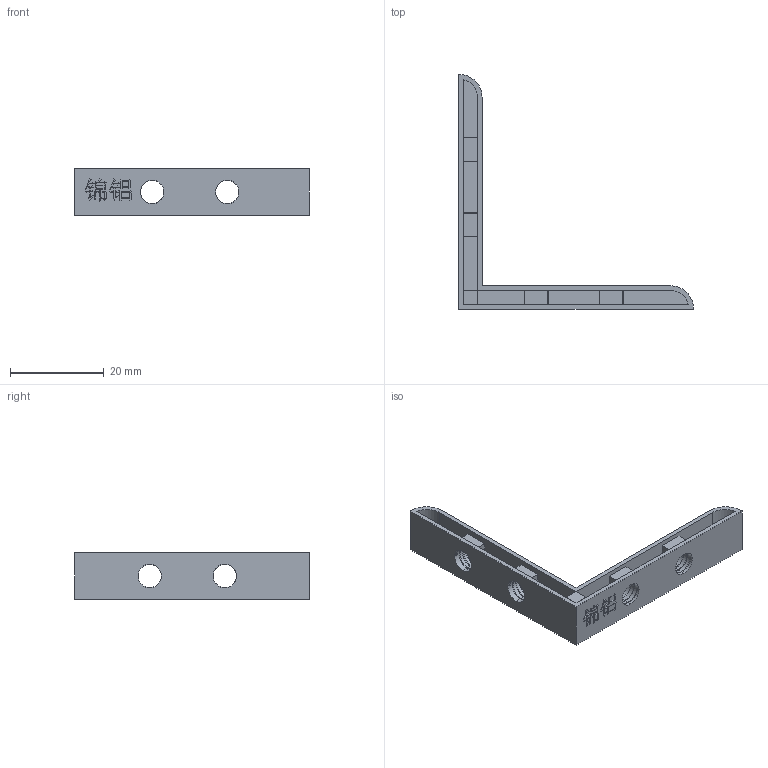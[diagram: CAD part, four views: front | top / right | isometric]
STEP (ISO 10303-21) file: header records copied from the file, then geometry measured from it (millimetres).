
FILE_DESCRIPTION (( 'STEP AP203' ), '1' );
FILE_NAME ('弊梓30藷褒羞.STEP', '2019-07-25T02:24:42', ( 'admin' ), ( '' ), 'SwSTEP 2.0', 'SolidWorks 2017', '' );
FILE_SCHEMA (( 'CONFIG_CONTROL_DESIGN' ));
Length unit declared in the file: millimetre
Products named in the file (1): 弊梓30藷褒羞
Bounding box: 50 x 50 x 10 mm (x, y, z)
Volume: 2484.1 mm3; surface area: 4651.1 mm2
Topology: 3 solids, 3 shells, 290 faces, 819 edges, 546 vertices
Faces by surface type: plane 196, cylinder 58, bspline 36
Entity records: 11922 total; most frequent: CARTESIAN_POINT 4725, ORIENTED_EDGE 1638, DIRECTION 1249, EDGE_CURVE 819, VECTOR 619, LINE 619, VERTEX_POINT 546, AXIS2_PLACEMENT_3D 315
